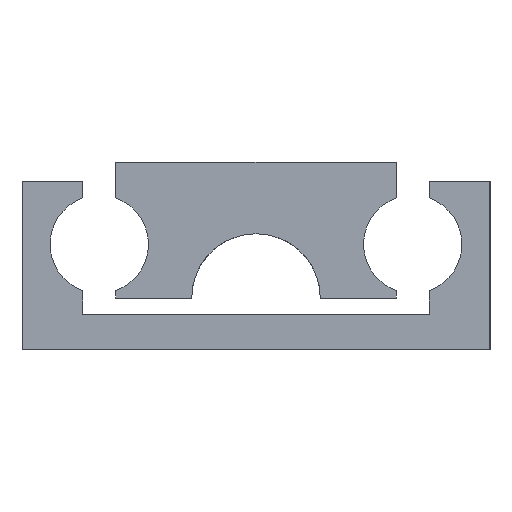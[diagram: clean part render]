
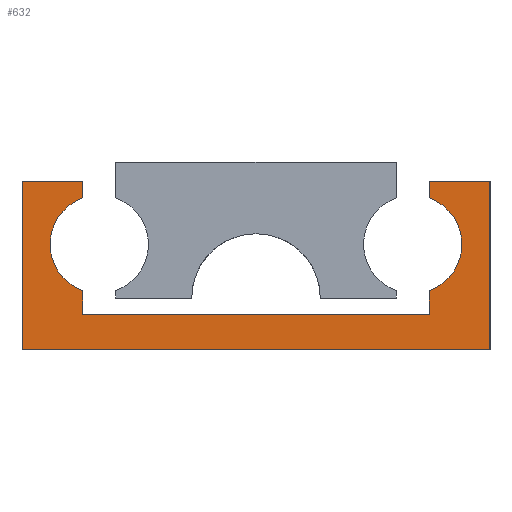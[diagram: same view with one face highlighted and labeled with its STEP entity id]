
A CAD part, left-side view. The second image highlights one B-rep face of the part: STEP entity #632.
In plain terms, the highlighted face is planar.
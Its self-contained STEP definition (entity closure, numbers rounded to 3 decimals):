
#231 = LINE ( 'NONE', #232, #1161 ) ;
#232 = CARTESIAN_POINT ( 'NONE',  ( 50., 7.4, 0. ) ) ;
#233 = DIRECTION ( 'NONE',  ( 0., 1., 0. ) ) ;
#236 = CARTESIAN_POINT ( 'NONE',  ( 50., 6.7, -3. ) ) ;
#243 = LINE ( 'NONE', #244, #1188 ) ;
#244 = CARTESIAN_POINT ( 'NONE',  ( 50., 7.4, -1.02 ) ) ;
#245 = DIRECTION ( 'NONE',  ( 0., 0., -1. ) ) ;
#249 = DIRECTION ( 'NONE',  ( -1., 0., 0. ) ) ;
#250 = DIRECTION ( 'NONE',  ( 0., 0., -1. ) ) ;
#255 = LINE ( 'NONE', #256, #1152 ) ;
#256 = CARTESIAN_POINT ( 'NONE',  ( 50., 7.4, -5.7 ) ) ;
#257 = DIRECTION ( 'NONE',  ( 0., 0., -1. ) ) ;
#307 = CARTESIAN_POINT ( 'NONE',  ( 50., 10., 1.5 ) ) ;
#310 = CARTESIAN_POINT ( 'NONE',  ( 50., -7.4, 0. ) ) ;
#315 = DIRECTION ( 'NONE',  ( 0., 1., 0. ) ) ;
#316 = ORIENTED_EDGE ( 'NONE', *, *, #689, .T. ) ;
#327 = LINE ( 'NONE', #342, #1463 ) ;
#340 = DIRECTION ( 'NONE',  ( 0., 0., 1. ) ) ;
#342 = CARTESIAN_POINT ( 'NONE',  ( 50., 7.4, -5.7 ) ) ;
#354 = CARTESIAN_POINT ( 'NONE',  ( 50., -7.4, -1.02 ) ) ;
#356 = CARTESIAN_POINT ( 'NONE',  ( 50., -10., -5.7 ) ) ;
#358 = DIRECTION ( 'NONE',  ( 0., 1., 0. ) ) ;
#360 = CARTESIAN_POINT ( 'NONE',  ( 50., 10., -5.7 ) ) ;
#376 = PLANE ( 'NONE',  #1445 ) ;
#388 = ORIENTED_EDGE ( 'NONE', *, *, #1638, .T. ) ;
#397 = ORIENTED_EDGE ( 'NONE', *, *, #1669, .T. ) ;
#406 = LINE ( 'NONE', #356, #555 ) ;
#409 = CARTESIAN_POINT ( 'NONE',  ( 50., -10., -5.7 ) ) ;
#410 = ORIENTED_EDGE ( 'NONE', *, *, #655, .T. ) ;
#418 = CARTESIAN_POINT ( 'NONE',  ( 50., -6.7, -3. ) ) ;
#419 = CARTESIAN_POINT ( 'NONE',  ( 50., 7.4, -5.7 ) ) ;
#424 = ORIENTED_EDGE ( 'NONE', *, *, #1665, .T. ) ;
#430 = DIRECTION ( 'NONE',  ( 0., 0., -1. ) ) ;
#434 = CARTESIAN_POINT ( 'NONE',  ( 50., -7.4, -4.98 ) ) ;
#435 = ORIENTED_EDGE ( 'NONE', *, *, #667, .T. ) ;
#462 = ORIENTED_EDGE ( 'NONE', *, *, #636, .T. ) ;
#467 = DIRECTION ( 'NONE',  ( 0., 0., -1. ) ) ;
#468 = DIRECTION ( 'NONE',  ( 1., 0., 0. ) ) ;
#470 = CARTESIAN_POINT ( 'NONE',  ( 50., -6.7, -3. ) ) ;
#472 = ORIENTED_EDGE ( 'NONE', *, *, #630, .T. ) ;
#474 = ORIENTED_EDGE ( 'NONE', *, *, #649, .T. ) ;
#477 = LINE ( 'NONE', #307, #564 ) ;
#478 = ORIENTED_EDGE ( 'NONE', *, *, #622, .T. ) ;
#483 = ORIENTED_EDGE ( 'NONE', *, *, #1652, .T. ) ;
#493 = ORIENTED_EDGE ( 'NONE', *, *, #635, .T. ) ;
#509 = LINE ( 'NONE', #409, #1444 ) ;
#555 = VECTOR ( 'NONE', #430, 1000. ) ;
#564 = VECTOR ( 'NONE', #340, 1000. ) ;
#565 = FACE_OUTER_BOUND ( 'NONE', #1245, .T. ) ;
#572 = VERTEX_POINT ( 'NONE', #419 ) ;
#577 = VERTEX_POINT ( 'NONE', #434 ) ;
#599 = VERTEX_POINT ( 'NONE', #354 ) ;
#600 = VERTEX_POINT ( 'NONE', #360 ) ;
#607 = VERTEX_POINT ( 'NONE', #310 ) ;
#622 = EDGE_CURVE ( 'NONE', #600, #1283, #477, .T. ) ;
#630 = EDGE_CURVE ( 'NONE', #1337, #1237, #406, .T. ) ;
#632 = ADVANCED_FACE ( 'NONE', ( #565 ), #376, .T. ) ;
#635 = EDGE_CURVE ( 'NONE', #572, #600, #327, .T. ) ;
#636 = EDGE_CURVE ( 'NONE', #1237, #1380, #509, .T. ) ;
#649 = EDGE_CURVE ( 'NONE', #577, #599, #1672, .T. ) ;
#655 = EDGE_CURVE ( 'NONE', #1283, #1337, #1013, .T. ) ;
#667 = EDGE_CURVE ( 'NONE', #599, #607, #1048, .T. ) ;
#689 = EDGE_CURVE ( 'NONE', #1380, #577, #1542, .T. ) ;
#716 = CARTESIAN_POINT ( 'NONE',  ( 50., 7.4, -4.98 ) ) ;
#717 = CARTESIAN_POINT ( 'NONE',  ( 50., -7.4, -5.7 ) ) ;
#1003 = CARTESIAN_POINT ( 'NONE',  ( 50., -7.4, -1.02 ) ) ;
#1004 = DIRECTION ( 'NONE',  ( 0., 0., 1. ) ) ;
#1013 = LINE ( 'NONE', #1037, #1481 ) ;
#1015 = DIRECTION ( 'NONE',  ( 0., 0., -1. ) ) ;
#1037 = CARTESIAN_POINT ( 'NONE',  ( 50., -10., 1.5 ) ) ;
#1038 = DIRECTION ( 'NONE',  ( -1., 0., 0. ) ) ;
#1048 = LINE ( 'NONE', #1003, #1455 ) ;
#1114 = DIRECTION ( 'NONE',  ( 0., -1., 0. ) ) ;
#1152 = VECTOR ( 'NONE', #257, 1000. ) ;
#1161 = VECTOR ( 'NONE', #233, 1000. ) ;
#1188 = VECTOR ( 'NONE', #245, 1000. ) ;
#1190 = AXIS2_PLACEMENT_3D ( 'NONE', #236, #249, #250 ) ;
#1237 = VERTEX_POINT ( 'NONE', #1511 ) ;
#1245 = EDGE_LOOP ( 'NONE', ( #493, #478, #410, #472, #462, #316, #474, #435, #388, #483, #424, #397 ) ) ;
#1273 = VERTEX_POINT ( 'NONE', #1516 ) ;
#1283 = VERTEX_POINT ( 'NONE', #1510 ) ;
#1327 = VERTEX_POINT ( 'NONE', #1546 ) ;
#1337 = VERTEX_POINT ( 'NONE', #1543 ) ;
#1380 = VERTEX_POINT ( 'NONE', #717 ) ;
#1383 = VERTEX_POINT ( 'NONE', #716 ) ;
#1444 = VECTOR ( 'NONE', #358, 1000. ) ;
#1445 = AXIS2_PLACEMENT_3D ( 'NONE', #470, #468, #467 ) ;
#1446 = VECTOR ( 'NONE', #1552, 1000. ) ;
#1455 = VECTOR ( 'NONE', #1004, 1000. ) ;
#1463 = VECTOR ( 'NONE', #315, 1000. ) ;
#1475 = AXIS2_PLACEMENT_3D ( 'NONE', #418, #1038, #1015 ) ;
#1481 = VECTOR ( 'NONE', #1114, 1000. ) ;
#1510 = CARTESIAN_POINT ( 'NONE',  ( 50., 10., 1.5 ) ) ;
#1511 = CARTESIAN_POINT ( 'NONE',  ( 50., -10., -5.7 ) ) ;
#1516 = CARTESIAN_POINT ( 'NONE',  ( 50., 7.4, -1.02 ) ) ;
#1538 = CARTESIAN_POINT ( 'NONE',  ( 50., -7.4, -5.7 ) ) ;
#1542 = LINE ( 'NONE', #1538, #1446 ) ;
#1543 = CARTESIAN_POINT ( 'NONE',  ( 50., -10., 1.5 ) ) ;
#1546 = CARTESIAN_POINT ( 'NONE',  ( 50., 7.4, 0. ) ) ;
#1552 = DIRECTION ( 'NONE',  ( 0., 0., 1. ) ) ;
#1638 = EDGE_CURVE ( 'NONE', #607, #1327, #231, .T. ) ;
#1652 = EDGE_CURVE ( 'NONE', #1327, #1273, #243, .T. ) ;
#1665 = EDGE_CURVE ( 'NONE', #1273, #1383, #1683, .T. ) ;
#1669 = EDGE_CURVE ( 'NONE', #1383, #572, #255, .T. ) ;
#1672 = CIRCLE ( 'NONE', #1475, 2.1 ) ;
#1683 = CIRCLE ( 'NONE', #1190, 2.1 ) ;
